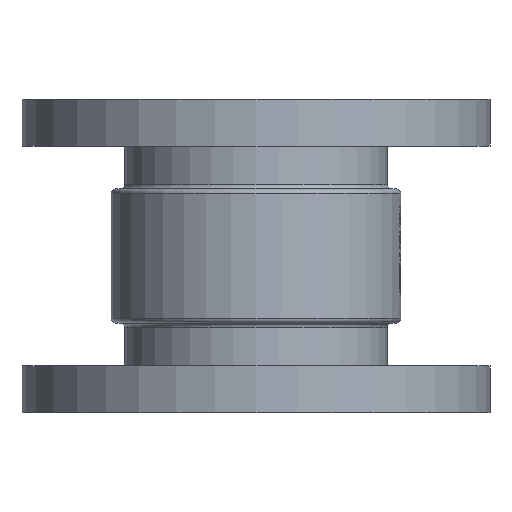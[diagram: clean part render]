
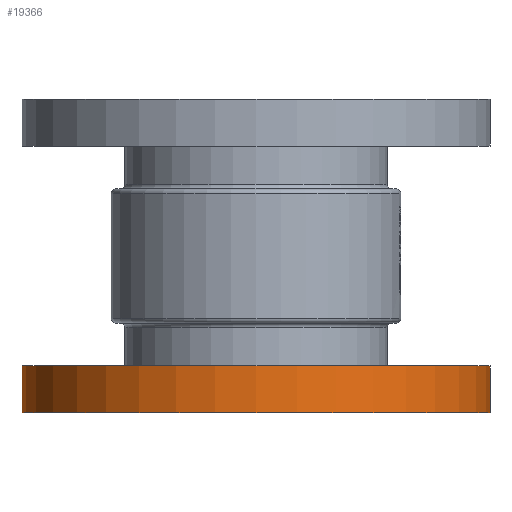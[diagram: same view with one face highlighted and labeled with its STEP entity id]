
A CAD part, front view. The second image highlights one B-rep face of the part: STEP entity #19366.
In plain terms, the highlighted cylindrical face has radius 150 mm (diameter 300 mm), a partial arc.
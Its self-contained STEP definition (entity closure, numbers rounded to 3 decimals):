
#1274 = CARTESIAN_POINT ( 'NONE',  ( -150., 0., -201. ) ) ;
#2583 = LINE ( 'NONE', #12046, #24878 ) ;
#3666 = VECTOR ( 'NONE', #17889, 1000. ) ;
#4329 = VERTEX_POINT ( 'NONE', #25855 ) ;
#4864 = DIRECTION ( 'NONE',  ( 1., 0., 0. ) ) ;
#4919 = DIRECTION ( 'NONE',  ( 0., 0., -1. ) ) ;
#5191 = CIRCLE ( 'NONE', #10124, 150. ) ;
#5277 = DIRECTION ( 'NONE',  ( 1., 0., 0. ) ) ;
#5755 = DIRECTION ( 'NONE',  ( 0., 0., 1. ) ) ;
#5781 = ORIENTED_EDGE ( 'NONE', *, *, #18982, .F. ) ;
#7650 = CARTESIAN_POINT ( 'NONE',  ( 0., 0., -201. ) ) ;
#7805 = CARTESIAN_POINT ( 'NONE',  ( 0., 0., -201. ) ) ;
#9189 = ORIENTED_EDGE ( 'NONE', *, *, #16613, .F. ) ;
#10124 = AXIS2_PLACEMENT_3D ( 'NONE', #26543, #5755, #5277 ) ;
#11927 = EDGE_CURVE ( 'NONE', #22294, #18549, #29677, .T. ) ;
#12046 = CARTESIAN_POINT ( 'NONE',  ( 150., 0., -201. ) ) ;
#12217 = CARTESIAN_POINT ( 'NONE',  ( 150., 0., -201. ) ) ;
#13528 = ORIENTED_EDGE ( 'NONE', *, *, #11927, .T. ) ;
#14633 = FACE_OUTER_BOUND ( 'NONE', #19692, .T. ) ;
#14710 = EDGE_CURVE ( 'NONE', #18549, #19218, #20792, .T. ) ;
#15252 = DIRECTION ( 'NONE',  ( 0., 0., 1. ) ) ;
#16417 = CARTESIAN_POINT ( 'NONE',  ( -150., 0., -201. ) ) ;
#16613 = EDGE_CURVE ( 'NONE', #4329, #19218, #2583, .T. ) ;
#17889 = DIRECTION ( 'NONE',  ( 0., 0., -1. ) ) ;
#18549 = VERTEX_POINT ( 'NONE', #16417 ) ;
#18982 = EDGE_CURVE ( 'NONE', #22294, #4329, #5191, .T. ) ;
#19218 = VERTEX_POINT ( 'NONE', #12217 ) ;
#19366 = ADVANCED_FACE ( 'NONE', ( #14633 ), #28597, .T. ) ;
#19692 = EDGE_LOOP ( 'NONE', ( #5781, #13528, #20077, #9189 ) ) ;
#20077 = ORIENTED_EDGE ( 'NONE', *, *, #14710, .T. ) ;
#20792 = CIRCLE ( 'NONE', #24753, 150. ) ;
#21774 = DIRECTION ( 'NONE',  ( 0., 0., -1. ) ) ;
#22049 = CARTESIAN_POINT ( 'NONE',  ( -150., 0., -171. ) ) ;
#22247 = DIRECTION ( 'NONE',  ( 1., 0., 0. ) ) ;
#22294 = VERTEX_POINT ( 'NONE', #22049 ) ;
#24753 = AXIS2_PLACEMENT_3D ( 'NONE', #7805, #15252, #22247 ) ;
#24878 = VECTOR ( 'NONE', #4919, 1000. ) ;
#25855 = CARTESIAN_POINT ( 'NONE',  ( 150., 0., -171. ) ) ;
#26543 = CARTESIAN_POINT ( 'NONE',  ( 0., 0., -171. ) ) ;
#26783 = AXIS2_PLACEMENT_3D ( 'NONE', #7650, #21774, #4864 ) ;
#28597 = CYLINDRICAL_SURFACE ( 'NONE', #26783, 150. ) ;
#29677 = LINE ( 'NONE', #1274, #3666 ) ;
